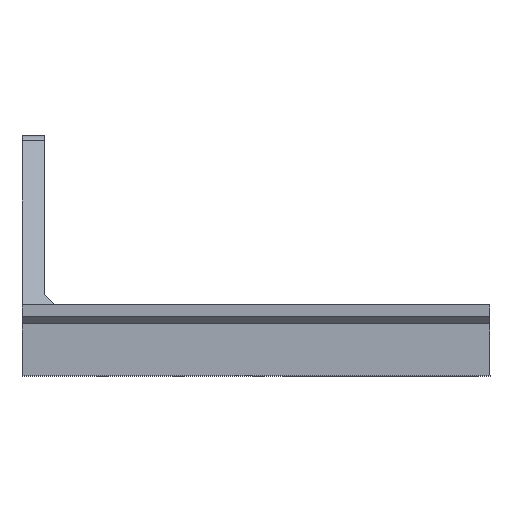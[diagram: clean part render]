
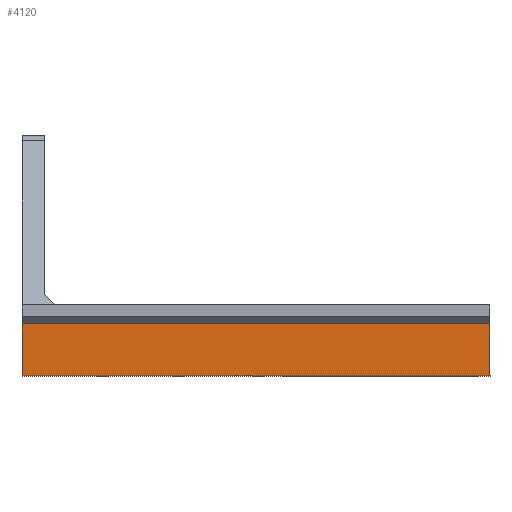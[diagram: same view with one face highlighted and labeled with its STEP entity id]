
A CAD part, top view. The second image highlights one B-rep face of the part: STEP entity #4120.
In plain terms, the highlighted planar face has unit normal (0, 0, 1).
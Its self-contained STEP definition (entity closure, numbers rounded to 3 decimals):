
#74=CARTESIAN_POINT('',(-0.825,288.192,567.05));
#75=VERTEX_POINT('',#74);
#82=CARTESIAN_POINT('',(-0.825,308.681,567.05));
#83=VERTEX_POINT('',#82);
#84=CARTESIAN_POINT('',(-0.825,308.681,567.05));
#85=DIRECTION('',(-0.,-1.,0.));
#86=VECTOR('',#85,20.489);
#87=LINE('',#84,#86);
#88=EDGE_CURVE('',#83,#75,#87,.T.);
#472=CARTESIAN_POINT('',(184.235,288.192,567.05));
#473=VERTEX_POINT('',#472);
#480=CARTESIAN_POINT('',(-0.825,288.192,567.05));
#481=DIRECTION('',(1.,0.,0.));
#482=VECTOR('',#481,185.06);
#483=LINE('',#480,#482);
#484=EDGE_CURVE('',#75,#473,#483,.T.);
#3863=CARTESIAN_POINT('',(184.235,308.689,567.05));
#3864=VERTEX_POINT('',#3863);
#3871=CARTESIAN_POINT('',(184.235,308.689,567.05));
#3872=DIRECTION('',(0.,-1.,-0.));
#3873=VECTOR('',#3872,20.498);
#3874=LINE('',#3871,#3873);
#3875=EDGE_CURVE('',#3864,#473,#3874,.T.);
#4082=CARTESIAN_POINT('',(6.346,308.698,567.057));
#4083=VERTEX_POINT('',#4082);
#4084=CARTESIAN_POINT('',(-0.825,308.681,567.05));
#4085=DIRECTION('',(1.,0.,-0.));
#4086=VECTOR('',#4085,7.17);
#4087=LINE('',#4084,#4086);
#4088=EDGE_CURVE('',#83,#4083,#4087,.T.);
#4090=CARTESIAN_POINT('',(8.059,308.697,567.058));
#4091=VERTEX_POINT('',#4090);
#4092=CARTESIAN_POINT('',(6.346,308.694,567.062));
#4093=CARTESIAN_POINT('',(8.059,308.694,567.062));
#4094=B_SPLINE_CURVE_WITH_KNOTS('',1,(#4092,#4093),.UNSPECIFIED.,.F.,.F.,(2,2),(0.,1.),.UNSPECIFIED.);
#4095=EDGE_CURVE('',#4083,#4091,#4094,.T.);
#4097=CARTESIAN_POINT('',(8.059,308.682,567.05));
#4098=DIRECTION('',(1.,0.,0.));
#4099=VECTOR('',#4098,176.175);
#4100=LINE('',#4097,#4099);
#4101=EDGE_CURVE('',#4091,#3864,#4100,.T.);
#4107=CARTESIAN_POINT('',(87.917,302.208,567.05));
#4108=DIRECTION('',(-0.,0.,1.));
#4109=DIRECTION('',(0.,-1.,0.));
#4110=AXIS2_PLACEMENT_3D('',#4107,#4108,#4109);
#4111=PLANE('',#4110);
#4112=ORIENTED_EDGE('',*,*,#4088,.F.);
#4113=ORIENTED_EDGE('',*,*,#88,.T.);
#4114=ORIENTED_EDGE('',*,*,#484,.T.);
#4115=ORIENTED_EDGE('',*,*,#3875,.F.);
#4116=ORIENTED_EDGE('',*,*,#4101,.F.);
#4117=ORIENTED_EDGE('',*,*,#4095,.F.);
#4118=EDGE_LOOP('',(#4112,#4113,#4114,#4115,#4116,#4117));
#4119=FACE_BOUND('',#4118,.T.);
#4120=ADVANCED_FACE('',(#4119),#4111,.T.);
